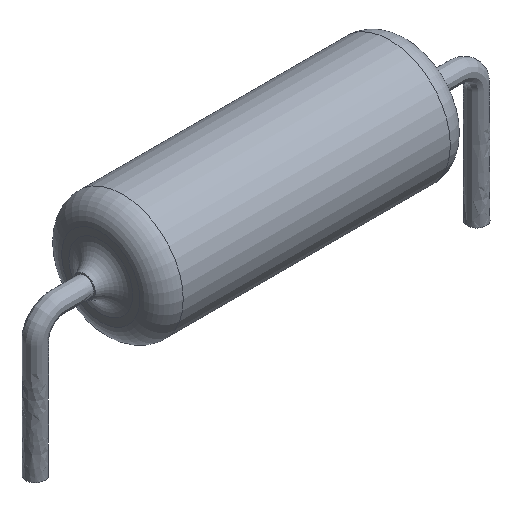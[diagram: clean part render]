
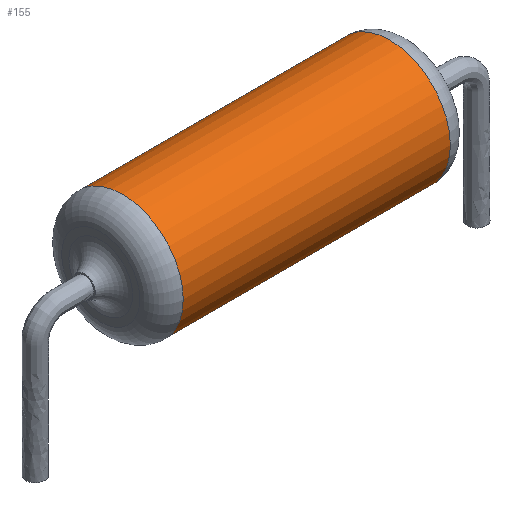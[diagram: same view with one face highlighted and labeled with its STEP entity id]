
A CAD part, isometric view. The second image highlights one B-rep face of the part: STEP entity #155.
In plain terms, the highlighted cylindrical face has radius 2.8 mm (diameter 5.6 mm), a full revolution.
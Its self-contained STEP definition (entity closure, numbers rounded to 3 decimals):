
#15=CYLINDRICAL_SURFACE($,#180,2.8);
#18=FACE_BOUND($,#66,.T.);
#48=FACE_OUTER_BOUND($,#65,.T.);
#65=EDGE_LOOP($,(#133));
#66=EDGE_LOOP($,(#134));
#79=CIRCLE($,#176,2.8);
#82=CIRCLE($,#181,2.8);
#95=VERTEX_POINT($,#1842);
#98=VERTEX_POINT($,#1850);
#109=EDGE_CURVE($,#95,#95,#79,.T.);
#112=EDGE_CURVE($,#98,#98,#82,.T.);
#133=ORIENTED_EDGE($,*,*,#112,.F.);
#134=ORIENTED_EDGE($,*,*,#109,.F.);
#155=ADVANCED_FACE($,(#48,#18),#15,.T.);
#176=AXIS2_PLACEMENT_3D($,#1843,#208,#209);
#180=AXIS2_PLACEMENT_3D($,#1849,#216,#217);
#181=AXIS2_PLACEMENT_3D($,#1851,#218,#219);
#208=DIRECTION('center_axis',(1.,0.,0.));
#209=DIRECTION('ref_axis',(0.,1.,0.));
#216=DIRECTION('center_axis',(1.,0.,0.));
#217=DIRECTION('ref_axis',(0.,1.,0.));
#218=DIRECTION('center_axis',(-1.,0.,0.));
#219=DIRECTION('ref_axis',(0.,1.,0.));
#1842=CARTESIAN_POINT('',(6.15,-2.8,2.8));
#1843=CARTESIAN_POINT('Origin',(6.15,0.,2.8));
#1849=CARTESIAN_POINT('Origin',(-7.15,0.,2.8));
#1850=CARTESIAN_POINT('',(-6.15,-2.8,2.8));
#1851=CARTESIAN_POINT('Origin',(-6.15,0.,2.8));
